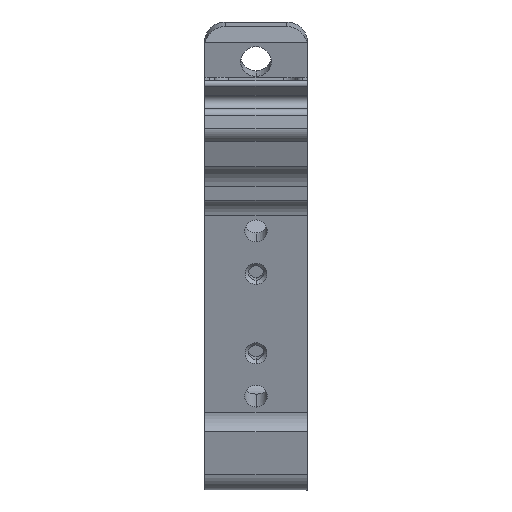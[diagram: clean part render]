
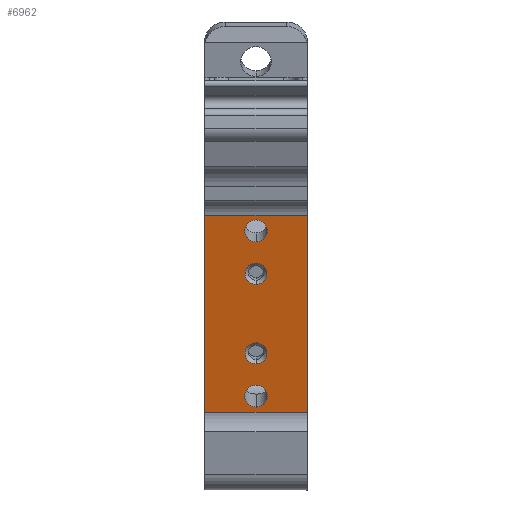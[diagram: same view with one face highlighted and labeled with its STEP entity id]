
A CAD part, front view. The second image highlights one B-rep face of the part: STEP entity #6962.
In plain terms, the highlighted planar face has unit normal (0, -0.966, -0.259).
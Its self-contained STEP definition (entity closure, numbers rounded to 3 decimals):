
#830=DIRECTION('',(0.,-0.259,0.966));
#831=VECTOR('',#830,29.804);
#832=CARTESIAN_POINT('',(7.5,13.459,-44.433));
#833=LINE('',#832,#831);
#2158=CARTESIAN_POINT('',(0.,8.049,-24.243));
#2159=DIRECTION('',(0.,0.966,0.259));
#2160=DIRECTION('',(0.,0.259,-0.966));
#2161=AXIS2_PLACEMENT_3D('',#2158,#2159,#2160);
#2166=CARTESIAN_POINT('',(0.,8.049,-24.243));
#2167=DIRECTION('',(0.,0.966,0.259));
#2168=DIRECTION('',(0.,-0.259,0.966));
#2169=AXIS2_PLACEMENT_3D('',#2166,#2167,#2168);
#2174=CARTESIAN_POINT('',(0.,12.837,-42.113));
#2175=DIRECTION('',(0.,0.966,0.259));
#2176=DIRECTION('',(0.,-0.259,0.966));
#2177=AXIS2_PLACEMENT_3D('',#2174,#2175,#2176);
#2182=CARTESIAN_POINT('',(0.,12.837,-42.113));
#2183=DIRECTION('',(0.,0.966,0.259));
#2184=DIRECTION('',(0.,0.259,-0.966));
#2185=AXIS2_PLACEMENT_3D('',#2182,#2183,#2184);
#2190=CARTESIAN_POINT('',(0.,6.366,-17.964));
#2191=DIRECTION('',(0.,0.966,0.259));
#2192=DIRECTION('',(0.,-0.259,0.966));
#2193=AXIS2_PLACEMENT_3D('',#2190,#2191,#2192);
#2198=CARTESIAN_POINT('',(0.,6.366,-17.964));
#2199=DIRECTION('',(0.,0.966,0.259));
#2200=DIRECTION('',(0.,0.259,-0.966));
#2201=AXIS2_PLACEMENT_3D('',#2198,#2199,#2200);
#2206=CARTESIAN_POINT('',(0.,11.155,-35.834));
#2207=DIRECTION('',(0.,-0.966,-0.259));
#2208=DIRECTION('',(0.,-0.259,0.966));
#2209=AXIS2_PLACEMENT_3D('',#2206,#2207,#2208);
#2214=CARTESIAN_POINT('',(0.,11.155,-35.834));
#2215=DIRECTION('',(0.,-0.966,-0.259));
#2216=DIRECTION('',(0.,0.259,-0.966));
#2217=AXIS2_PLACEMENT_3D('',#2214,#2215,#2216);
#2222=DIRECTION('',(1.,0.,0.));
#2223=VECTOR('',#2222,15.);
#2224=CARTESIAN_POINT('',(-7.5,13.459,-44.433));
#2225=LINE('',#2224,#2223);
#2229=DIRECTION('',(0.,-0.259,0.966));
#2230=VECTOR('',#2229,29.804);
#2231=CARTESIAN_POINT('',(-7.5,13.459,-44.433));
#2232=LINE('',#2231,#2230);
#2236=DIRECTION('',(1.,0.,0.));
#2237=VECTOR('',#2236,15.);
#2238=CARTESIAN_POINT('',(-7.5,5.745,-15.644));
#2239=LINE('',#2238,#2237);
#4778=CARTESIAN_POINT('',(0.,5.939,-16.371));
#4780=VERTEX_POINT('',#4778);
#4790=CARTESIAN_POINT('',(0.,8.463,-25.788));
#4792=VERTEX_POINT('',#4790);
#4798=CARTESIAN_POINT('',(0.,13.264,-43.706));
#4799=CARTESIAN_POINT('',(0.,12.41,-40.519));
#4800=VERTEX_POINT('',#4798);
#4801=VERTEX_POINT('',#4799);
#4854=CARTESIAN_POINT('',(0.,6.794,-19.558));
#4855=VERTEX_POINT('',#4854);
#4868=CARTESIAN_POINT('',(0.,7.635,-22.697));
#4869=VERTEX_POINT('',#4868);
#5111=CARTESIAN_POINT('',(0.,10.74,-34.289));
#5112=CARTESIAN_POINT('',(0.,11.569,
-37.379));
#5113=VERTEX_POINT('',#5111);
#5114=VERTEX_POINT('',#5112);
#5404=CARTESIAN_POINT('',(-7.5,13.459,-44.433));
#5405=CARTESIAN_POINT('',(7.5,13.459,-44.433));
#5406=VERTEX_POINT('',#5404);
#5407=VERTEX_POINT('',#5405);
#5408=CARTESIAN_POINT('',(-7.5,5.745,-15.644));
#5409=CARTESIAN_POINT('',(7.5,5.745,-15.644));
#5410=VERTEX_POINT('',#5408);
#5411=VERTEX_POINT('',#5409);
#6926=CARTESIAN_POINT('',(-7.5,5.072,-13.135));
#6927=DIRECTION('',(0.,0.966,0.259));
#6928=DIRECTION('',(0.,-0.259,0.966));
#6929=AXIS2_PLACEMENT_3D('',#6926,#6927,#6928);
#6930=PLANE('',#6929);
#6932=ORIENTED_EDGE('',*,*,#6931,.F.);
#6933=ORIENTED_EDGE('',*,*,#5649,.T.);
#6934=ORIENTED_EDGE('',*,*,#6918,.T.);
#6935=ORIENTED_EDGE('',*,*,#5792,.F.);
#6936=EDGE_LOOP('',(#6932,#6933,#6934,#6935));
#6937=FACE_OUTER_BOUND('',#6936,.F.);
#6939=ORIENTED_EDGE('',*,*,#6938,.F.);
#6941=ORIENTED_EDGE('',*,*,#6940,.F.);
#6942=EDGE_LOOP('',(#6939,#6941));
#6943=FACE_BOUND('',#6942,.F.);
#6945=ORIENTED_EDGE('',*,*,#6944,.F.);
#6947=ORIENTED_EDGE('',*,*,#6946,.F.);
#6948=EDGE_LOOP('',(#6945,#6947));
#6949=FACE_BOUND('',#6948,.F.);
#6951=ORIENTED_EDGE('',*,*,#6950,.T.);
#6953=ORIENTED_EDGE('',*,*,#6952,.T.);
#6954=EDGE_LOOP('',(#6951,#6953));
#6955=FACE_BOUND('',#6954,.F.);
#6957=ORIENTED_EDGE('',*,*,#6956,.F.);
#6959=ORIENTED_EDGE('',*,*,#6958,.F.);
#6960=EDGE_LOOP('',(#6957,#6959));
#6961=FACE_BOUND('',#6960,.F.);
#6962=ADVANCED_FACE('',(#6937,#6943,#6949,#6955,#6961),#6930,.F.);
#2162=CIRCLE('',#2161,1.6);
#2170=CIRCLE('',#2169,1.6);
#2178=CIRCLE('',#2177,1.65);
#2186=CIRCLE('',#2185,1.65);
#2194=CIRCLE('',#2193,1.65);
#2202=CIRCLE('',#2201,1.65);
#2210=CIRCLE('',#2209,1.6);
#2218=CIRCLE('',#2217,1.6);
#5649=EDGE_CURVE('',#5406,#5410,#2232,.T.);
#5792=EDGE_CURVE('',#5407,#5411,#833,.T.);
#6918=EDGE_CURVE('',#5410,#5411,#2239,.T.);
#6931=EDGE_CURVE('',#5406,#5407,#2225,.T.);
#6938=EDGE_CURVE('',#4801,#4800,#2178,.T.);
#6940=EDGE_CURVE('',#4800,#4801,#2186,.T.);
#6944=EDGE_CURVE('',#4780,#4855,#2194,.T.);
#6946=EDGE_CURVE('',#4855,#4780,#2202,.T.);
#6950=EDGE_CURVE('',#5113,#5114,#2210,.T.);
#6952=EDGE_CURVE('',#5114,#5113,#2218,.T.);
#6956=EDGE_CURVE('',#4792,#4869,#2162,.T.);
#6958=EDGE_CURVE('',#4869,#4792,#2170,.T.);
